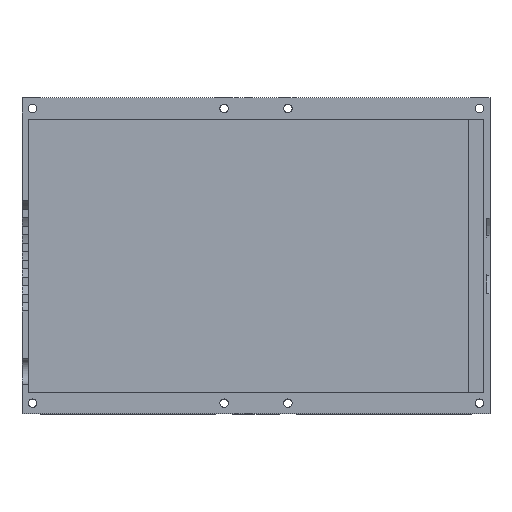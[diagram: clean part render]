
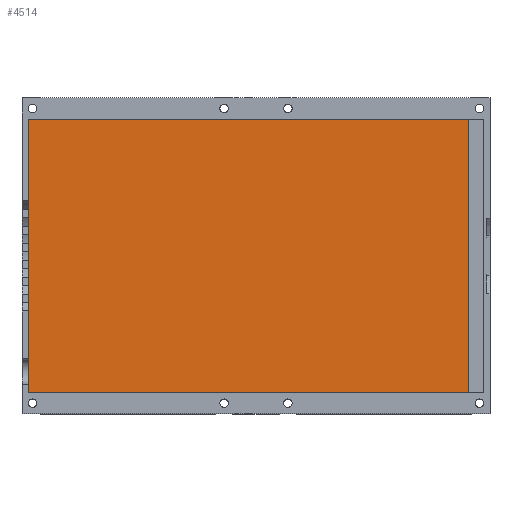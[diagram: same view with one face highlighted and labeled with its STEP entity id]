
A CAD part, top view. The second image highlights one B-rep face of the part: STEP entity #4514.
In plain terms, the highlighted planar face has unit normal (0, 0, 1).
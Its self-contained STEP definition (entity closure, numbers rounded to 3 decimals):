
#391=PLANE('',#4755);
#616=FACE_OUTER_BOUND('',#881,.T.);
#881=EDGE_LOOP('',(#4103,#4104,#4105,#4106));
#933=LINE('',#5746,#1378);
#937=LINE('',#5754,#1382);
#1313=LINE('',#7855,#1758);
#1315=LINE('',#7858,#1760);
#1378=VECTOR('',#4838,10.);
#1382=VECTOR('',#4844,10.);
#1758=VECTOR('',#5554,10.);
#1760=VECTOR('',#5558,10.);
#1889=VERTEX_POINT('',#5742);
#1890=VERTEX_POINT('',#5744);
#1893=VERTEX_POINT('',#5752);
#2283=VERTEX_POINT('',#7854);
#2329=EDGE_CURVE('',#1889,#1890,#933,.T.);
#2333=EDGE_CURVE('',#1893,#1890,#937,.T.);
#2904=EDGE_CURVE('',#1889,#2283,#1313,.T.);
#2906=EDGE_CURVE('',#2283,#1893,#1315,.T.);
#4103=ORIENTED_EDGE('',*,*,#2329,.T.);
#4104=ORIENTED_EDGE('',*,*,#2333,.F.);
#4105=ORIENTED_EDGE('',*,*,#2906,.F.);
#4106=ORIENTED_EDGE('',*,*,#2904,.F.);
#4514=ADVANCED_FACE('',(#616),#391,.F.);
#4755=AXIS2_PLACEMENT_3D('',#7857,#5556,#5557);
#4838=DIRECTION('',(0.,1.,0.));
#4844=DIRECTION('',(1.,0.,0.));
#5554=DIRECTION('',(-1.,0.,0.));
#5556=DIRECTION('center_axis',(0.,0.,-1.));
#5557=DIRECTION('ref_axis',(-1.,0.,0.));
#5558=DIRECTION('',(0.,1.,0.));
#5742=CARTESIAN_POINT('',(100.35,-64.5,-72.));
#5744=CARTESIAN_POINT('',(100.35,64.5,-72.));
#5746=CARTESIAN_POINT('',(100.35,0.,-72.));
#5752=CARTESIAN_POINT('',(-107.35,64.5,-72.));
#5754=CARTESIAN_POINT('',(107.35,64.5,-72.));
#7854=CARTESIAN_POINT('',(-107.35,-64.5,-72.));
#7855=CARTESIAN_POINT('',(-107.35,-64.5,-72.));
#7857=CARTESIAN_POINT('Origin',(0.,0.,-72.));
#7858=CARTESIAN_POINT('',(-107.35,64.5,-72.));
